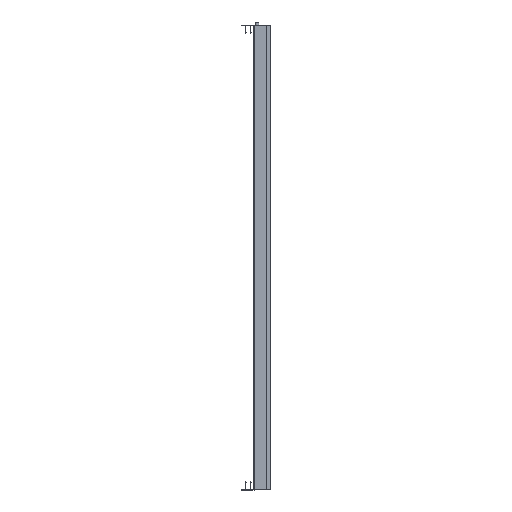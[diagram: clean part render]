
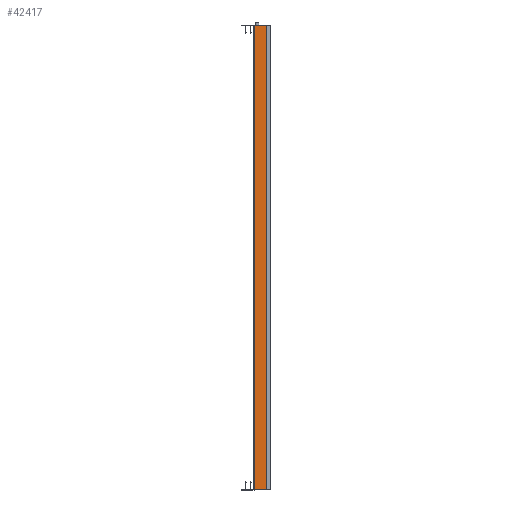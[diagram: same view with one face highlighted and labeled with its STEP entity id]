
A CAD part, left-side view. The second image highlights one B-rep face of the part: STEP entity #42417.
In plain terms, the highlighted planar face has unit normal (-1, 0.007, 0).
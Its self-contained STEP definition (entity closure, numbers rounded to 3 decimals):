
#2959 = CARTESIAN_POINT ( 'NONE',  ( -6.599, -29.85, -1082. ) ) ;
#2976 = ORIENTED_EDGE ( 'NONE', *, *, #31139, .F. ) ;
#4835 = DIRECTION ( 'NONE',  ( -0.007, -1., 0. ) ) ;
#5281 = VERTEX_POINT ( 'NONE', #21061 ) ;
#5624 = VERTEX_POINT ( 'NONE', #45236 ) ;
#7895 = EDGE_LOOP ( 'NONE', ( #8152, #39051, #2976, #41959 ) ) ;
#8152 = ORIENTED_EDGE ( 'NONE', *, *, #11600, .T. ) ;
#10571 = EDGE_CURVE ( 'NONE', #31532, #28921, #34845, .T. ) ;
#10774 = PLANE ( 'NONE',  #13619 ) ;
#11600 = EDGE_CURVE ( 'NONE', #5281, #31532, #36719, .T. ) ;
#12733 = VECTOR ( 'NONE', #20308, 1000. ) ;
#13619 = AXIS2_PLACEMENT_3D ( 'NONE', #32417, #35239, #14492 ) ;
#13778 = LINE ( 'NONE', #27763, #12733 ) ;
#14492 = DIRECTION ( 'NONE',  ( -0.007, -1., 0. ) ) ;
#17141 = DIRECTION ( 'NONE',  ( 0., 0., 1. ) ) ;
#17403 = EDGE_CURVE ( 'NONE', #5624, #5281, #38664, .T. ) ;
#17976 = FACE_OUTER_BOUND ( 'NONE', #7895, .T. ) ;
#20308 = DIRECTION ( 'NONE',  ( -0.007, -1., 0. ) ) ;
#20581 = VECTOR ( 'NONE', #17141, 1000. ) ;
#21061 = CARTESIAN_POINT ( 'NONE',  ( -6.382, -0.695, -1082. ) ) ;
#21110 = VECTOR ( 'NONE', #29101, 1000. ) ;
#21543 = CARTESIAN_POINT ( 'NONE',  ( -6.599, -29.85, -1082. ) ) ;
#25537 = VECTOR ( 'NONE', #4835, 1000. ) ;
#26056 = CARTESIAN_POINT ( 'NONE',  ( -6.382, -0.695, -1082. ) ) ;
#27763 = CARTESIAN_POINT ( 'NONE',  ( -6.377, 0., 0. ) ) ;
#28921 = VERTEX_POINT ( 'NONE', #36022 ) ;
#29101 = DIRECTION ( 'NONE',  ( 0., 0., -1. ) ) ;
#31139 = EDGE_CURVE ( 'NONE', #5624, #28921, #13778, .T. ) ;
#31532 = VERTEX_POINT ( 'NONE', #21543 ) ;
#32417 = CARTESIAN_POINT ( 'NONE',  ( -6.377, 0., -1082. ) ) ;
#34109 = CARTESIAN_POINT ( 'NONE',  ( -6.377, 0., -1082. ) ) ;
#34845 = LINE ( 'NONE', #2959, #20581 ) ;
#35239 = DIRECTION ( 'NONE',  ( -1., 0.007, 0. ) ) ;
#36022 = CARTESIAN_POINT ( 'NONE',  ( -6.599, -29.85, 0. ) ) ;
#36719 = LINE ( 'NONE', #34109, #25537 ) ;
#38664 = LINE ( 'NONE', #26056, #21110 ) ;
#39051 = ORIENTED_EDGE ( 'NONE', *, *, #10571, .T. ) ;
#41959 = ORIENTED_EDGE ( 'NONE', *, *, #17403, .T. ) ;
#42417 = ADVANCED_FACE ( 'NONE', ( #17976 ), #10774, .T. ) ;
#45236 = CARTESIAN_POINT ( 'NONE',  ( -6.382, -0.695, 0. ) ) ;
